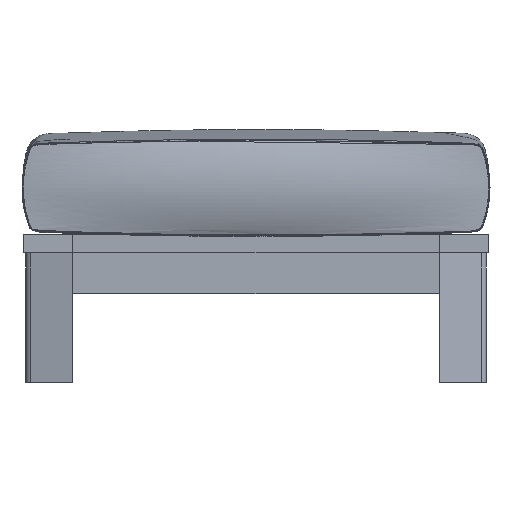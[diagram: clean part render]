
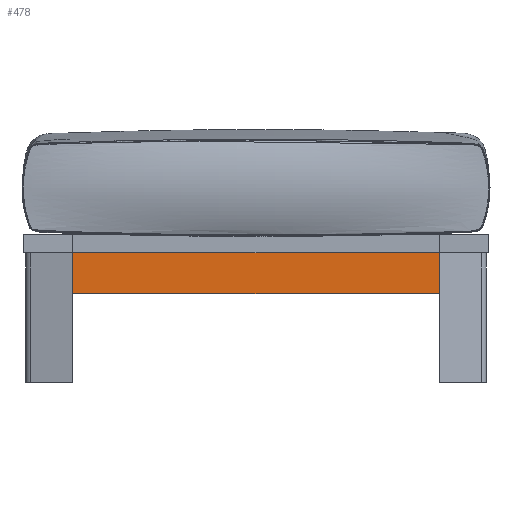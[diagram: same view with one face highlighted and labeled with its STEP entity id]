
A CAD part, left-side view. The second image highlights one B-rep face of the part: STEP entity #478.
In plain terms, the highlighted planar face has unit normal (-1, 0, 0).
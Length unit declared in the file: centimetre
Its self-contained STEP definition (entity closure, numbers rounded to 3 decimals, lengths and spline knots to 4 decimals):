
#478=ADVANCED_FACE('',(#636),#2432,.T.);
#636=FACE_OUTER_BOUND('',#794,.T.);
#794=EDGE_LOOP('',(#1231,#1232,#1233,#1234));
#1231=ORIENTED_EDGE('',*,*,#1685,.F.);
#1232=ORIENTED_EDGE('',*,*,#1686,.T.);
#1233=ORIENTED_EDGE('',*,*,#1681,.T.);
#1234=ORIENTED_EDGE('',*,*,#1690,.F.);
#1681=EDGE_CURVE('',#2247,#2252,#2001,.T.);
#1685=EDGE_CURVE('',#2250,#2254,#2005,.T.);
#1686=EDGE_CURVE('',#2250,#2247,#2006,.T.);
#1690=EDGE_CURVE('',#2254,#2252,#2010,.T.);
#2001=B_SPLINE_CURVE_WITH_KNOTS('',1,(#23883,#23884),.UNSPECIFIED.,.F.,
 .F.,(2,2),(0.,1929.1494),.UNSPECIFIED.);
#2005=B_SPLINE_CURVE_WITH_KNOTS('',1,(#23891,#23892),.UNSPECIFIED.,.F.,
 .F.,(2,2),(0.,1929.1494),.UNSPECIFIED.);
#2006=B_SPLINE_CURVE_WITH_KNOTS('',1,(#23893,#23894),.UNSPECIFIED.,.F.,
 .F.,(2,2),(149.,234.),.UNSPECIFIED.);
#2010=B_SPLINE_CURVE_WITH_KNOTS('',1,(#23901,#23902),.UNSPECIFIED.,.F.,
 .F.,(2,2),(-140.05,-70.05),.UNSPECIFIED.);
#2247=VERTEX_POINT('',#23871);
#2250=VERTEX_POINT('',#23874);
#2252=VERTEX_POINT('',#23876);
#2254=VERTEX_POINT('',#23878);
#2432=PLANE('',#2617);
#2617=AXIS2_PLACEMENT_3D('',#23870,#2776,$);
#2776=DIRECTION('',(-1.,0.,0.));
#23870=CARTESIAN_POINT('',(-64.69,8.5,-7.));
#23871=CARTESIAN_POINT('',(-64.69,8.5,0.));
#23874=CARTESIAN_POINT('',(-64.69,8.5,-7.));
#23876=CARTESIAN_POINT('',(-64.69,71.5,0.));
#23878=CARTESIAN_POINT('',(-64.69,71.5,-7.));
#23883=CARTESIAN_POINT('',(-64.69,8.5,0.));
#23884=CARTESIAN_POINT('',(-64.69,71.5,0.));
#23891=CARTESIAN_POINT('',(-64.69,8.5,-7.));
#23892=CARTESIAN_POINT('',(-64.69,71.5,-7.));
#23893=CARTESIAN_POINT('',(-64.69,8.5,-7.));
#23894=CARTESIAN_POINT('',(-64.69,8.5,0.));
#23901=CARTESIAN_POINT('',(-64.69,71.5,-7.));
#23902=CARTESIAN_POINT('',(-64.69,71.5,0.));
